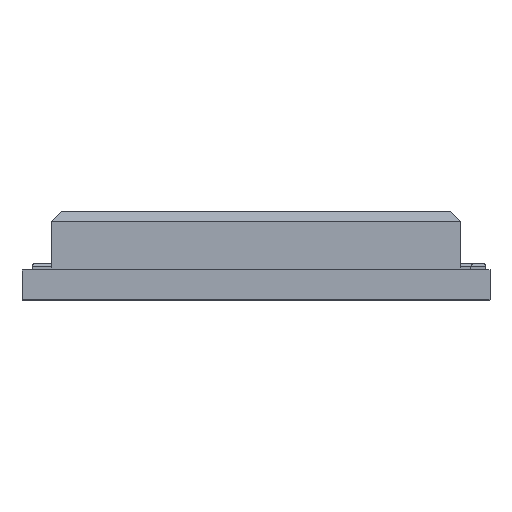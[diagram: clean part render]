
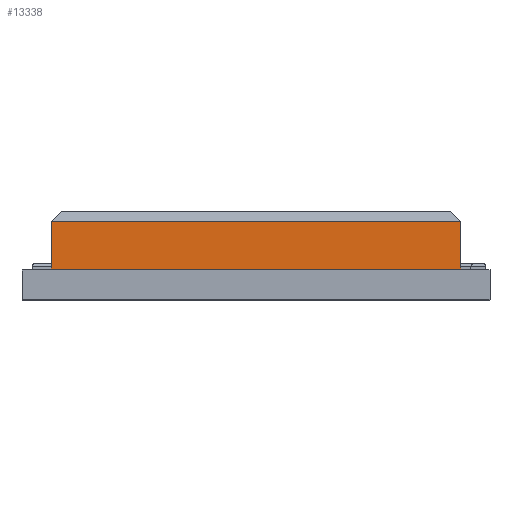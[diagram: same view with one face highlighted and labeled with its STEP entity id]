
A CAD part, top view. The second image highlights one B-rep face of the part: STEP entity #13338.
In plain terms, the highlighted planar face has unit normal (0, 0, 1).
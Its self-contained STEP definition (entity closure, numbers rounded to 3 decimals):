
#335 = DIRECTION ( 'NONE',  ( 0., -1., 0. ) ) ;
#372 = EDGE_CURVE ( 'NONE', #6598, #5038, #3110, .T. ) ;
#615 = CARTESIAN_POINT ( 'NONE',  ( -7., 1., 11.802 ) ) ;
#1368 = CARTESIAN_POINT ( 'NONE',  ( 0., 17.036, 11.802 ) ) ;
#1850 = CARTESIAN_POINT ( 'NONE',  ( 0., 1., 11.802 ) ) ;
#2009 = ORIENTED_EDGE ( 'NONE', *, *, #372, .T. ) ;
#2135 = VECTOR ( 'NONE', #15988, 1000. ) ;
#3051 = CARTESIAN_POINT ( 'NONE',  ( 7., 17.036, 11.802 ) ) ;
#3110 = LINE ( 'NONE', #1850, #2135 ) ;
#3889 = CARTESIAN_POINT ( 'NONE',  ( -7., 17.036, 11.802 ) ) ;
#4135 = LINE ( 'NONE', #10611, #12171 ) ;
#4892 = VECTOR ( 'NONE', #14490, 1000. ) ;
#5038 = VERTEX_POINT ( 'NONE', #13622 ) ;
#5514 = LINE ( 'NONE', #3051, #15876 ) ;
#5787 = ORIENTED_EDGE ( 'NONE', *, *, #13356, .F. ) ;
#6047 = VERTEX_POINT ( 'NONE', #7794 ) ;
#6482 = ORIENTED_EDGE ( 'NONE', *, *, #7861, .T. ) ;
#6557 = DIRECTION ( 'NONE',  ( 0., 0., -1. ) ) ;
#6598 = VERTEX_POINT ( 'NONE', #615 ) ;
#6722 = PLANE ( 'NONE',  #13155 ) ;
#7794 = CARTESIAN_POINT ( 'NONE',  ( 7., 2.65, 11.802 ) ) ;
#7861 = EDGE_CURVE ( 'NONE', #12440, #6598, #12998, .T. ) ;
#8155 = DIRECTION ( 'NONE',  ( -1., 0., 0. ) ) ;
#8215 = EDGE_LOOP ( 'NONE', ( #5787, #13204, #6482, #2009 ) ) ;
#8266 = CARTESIAN_POINT ( 'NONE',  ( -7., 2.65, 11.802 ) ) ;
#10611 = CARTESIAN_POINT ( 'NONE',  ( -7., 2.65, 11.802 ) ) ;
#10628 = FACE_OUTER_BOUND ( 'NONE', #8215, .T. ) ;
#12171 = VECTOR ( 'NONE', #8155, 1000. ) ;
#12440 = VERTEX_POINT ( 'NONE', #8266 ) ;
#12998 = LINE ( 'NONE', #3889, #4892 ) ;
#13155 = AXIS2_PLACEMENT_3D ( 'NONE', #1368, #6557, #14106 ) ;
#13204 = ORIENTED_EDGE ( 'NONE', *, *, #13660, .T. ) ;
#13338 = ADVANCED_FACE ( 'NONE', ( #10628 ), #6722, .F. ) ;
#13356 = EDGE_CURVE ( 'NONE', #6047, #5038, #5514, .T. ) ;
#13622 = CARTESIAN_POINT ( 'NONE',  ( 7., 1., 11.802 ) ) ;
#13660 = EDGE_CURVE ( 'NONE', #6047, #12440, #4135, .T. ) ;
#14106 = DIRECTION ( 'NONE',  ( -1., 0., 0. ) ) ;
#14490 = DIRECTION ( 'NONE',  ( 0., -1., 0. ) ) ;
#15876 = VECTOR ( 'NONE', #335, 1000. ) ;
#15988 = DIRECTION ( 'NONE',  ( 1., 0., 0. ) ) ;
